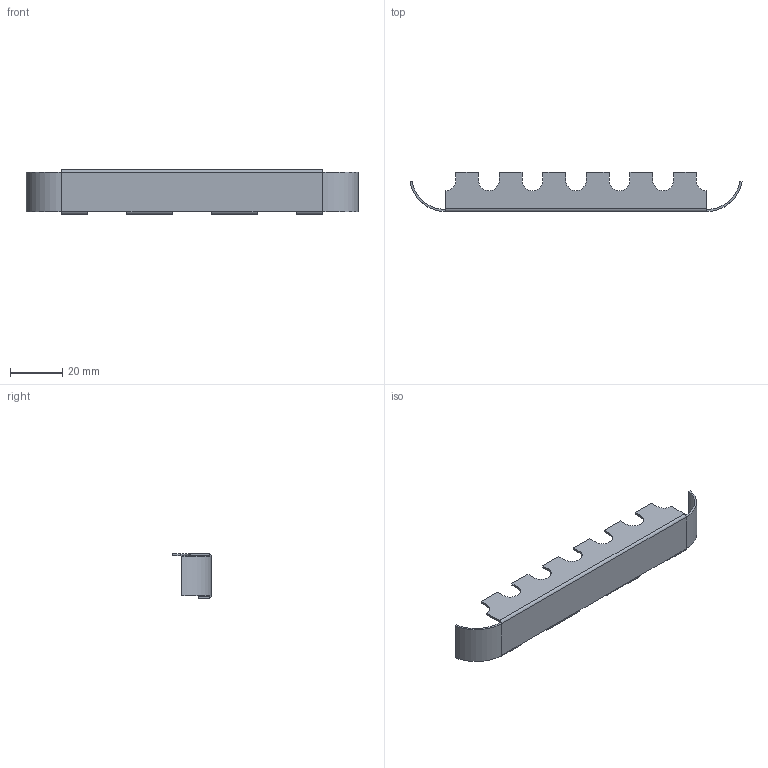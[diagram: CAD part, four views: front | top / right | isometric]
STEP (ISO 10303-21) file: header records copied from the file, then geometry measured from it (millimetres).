
FILE_DESCRIPTION (( 'STEP AP203' ), '1' );
FILE_NAME ('801340_c_1.STEP', '2022-07-03T05:16:03', ( '' ), ( '' ), 'SwSTEP 2.0', 'SolidWorks 2014', '' );
FILE_SCHEMA (( 'CONFIG_CONTROL_DESIGN' ));
Length unit declared in the file: millimetre
Products named in the file (1): 801340_c_1
Bounding box: 127.58 x 15 x 17 mm (x, y, z)
Volume: 2817.9 mm3; surface area: 7376.4 mm2
Topology: 1 solids, 1 shells, 80 faces, 206 edges, 128 vertices
Faces by surface type: plane 53, cylinder 27
Entity records: 2477 total; most frequent: DIRECTION 422, CARTESIAN_POINT 415, ORIENTED_EDGE 412, EDGE_CURVE 206, VECTOR 152, LINE 152, AXIS2_PLACEMENT_3D 135, VERTEX_POINT 128
